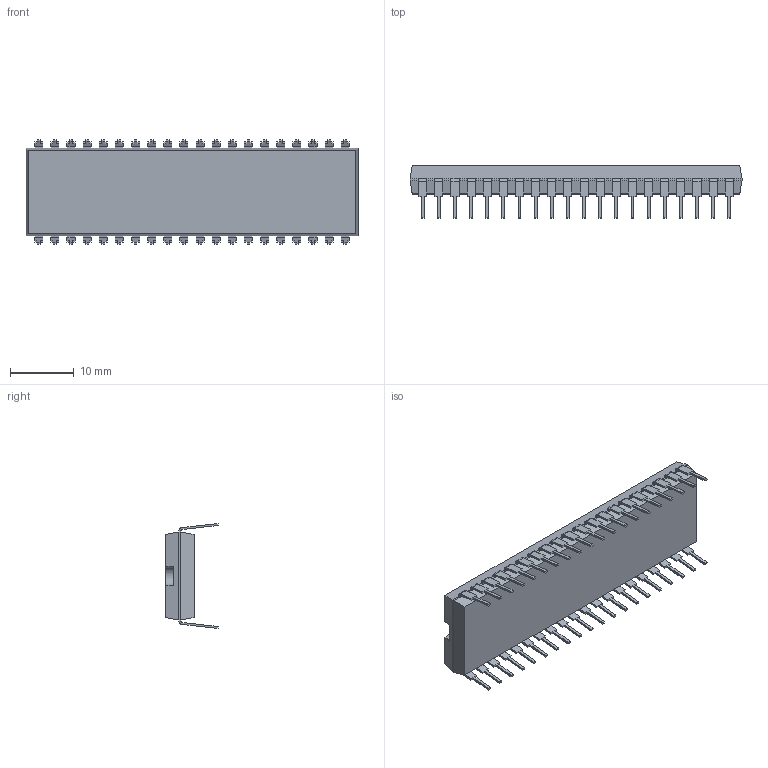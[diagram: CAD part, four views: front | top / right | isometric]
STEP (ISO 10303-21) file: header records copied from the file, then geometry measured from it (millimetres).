
FILE_DESCRIPTION (( 'STEP AP214' ), '1' );
FILE_NAME ('PIC18F452-I(slash)PG.STEP', '2020-07-03T20:42:12', ( '' ), ( '' ), 'SwSTEP 2.0', 'SolidWorks 2017', '' );
FILE_SCHEMA (( 'AUTOMOTIVE_DESIGN' ));
Length unit declared in the file: inch
Products named in the file (1): PIC18F452-I(slash)PG
Bounding box: 52.27 x 8.26 x 16.51 mm (x, y, z)
Volume: 3178.1 mm3; surface area: 2569.5 mm2
Topology: 42 solids, 42 shells, 585 faces, 1490 edges, 990 vertices
Faces by surface type: plane 500, cylinder 85
Entity records: 17925 total; most frequent: CARTESIAN_POINT 3066, ORIENTED_EDGE 2980, DIRECTION 2832, EDGE_CURVE 1490, LINE 1320, VECTOR 1320, VERTEX_POINT 990, AXIS2_PLACEMENT_3D 756
